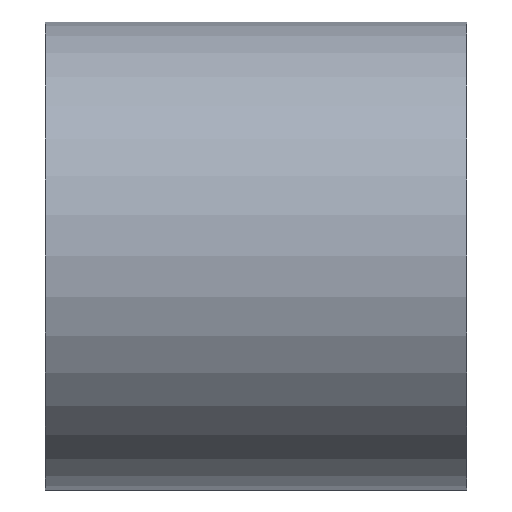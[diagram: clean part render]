
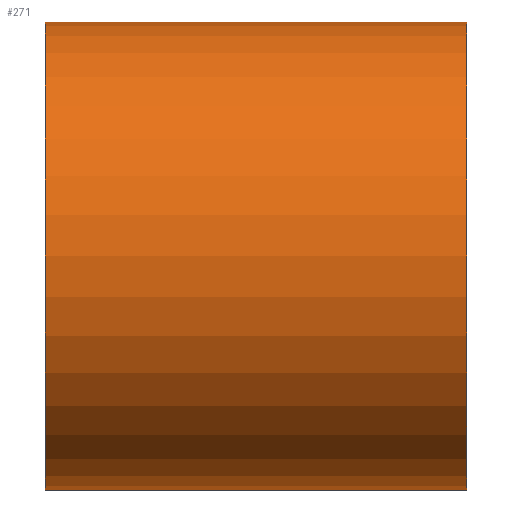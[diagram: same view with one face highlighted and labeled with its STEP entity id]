
A CAD part, left-side view. The second image highlights one B-rep face of the part: STEP entity #271.
In plain terms, the highlighted cylindrical face has radius 2 mm (diameter 4 mm), a partial arc.
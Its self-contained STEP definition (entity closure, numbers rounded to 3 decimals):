
#6 = CARTESIAN_POINT ( 'NONE',  ( -10., 3.6, 7.5 ) ) ;
#7 = FACE_OUTER_BOUND ( 'NONE', #77, .T. ) ;
#22 = ORIENTED_EDGE ( 'NONE', *, *, #116, .F. ) ;
#26 = EDGE_CURVE ( 'NONE', #272, #264, #287, .T. ) ;
#45 = VERTEX_POINT ( 'NONE', #65 ) ;
#63 = CARTESIAN_POINT ( 'NONE',  ( -10., 3.6, 5.5 ) ) ;
#65 = CARTESIAN_POINT ( 'NONE',  ( -10., 3.6, 5.5 ) ) ;
#72 = CARTESIAN_POINT ( 'NONE',  ( -10., 3.6, 9.5 ) ) ;
#77 = EDGE_LOOP ( 'NONE', ( #170, #22, #357, #172 ) ) ;
#88 = DIRECTION ( 'NONE',  ( 0., 0., -1. ) ) ;
#115 = DIRECTION ( 'NONE',  ( 0., 1., 0. ) ) ;
#116 = EDGE_CURVE ( 'NONE', #45, #272, #246, .T. ) ;
#126 = CARTESIAN_POINT ( 'NONE',  ( -10., 0., 9.5 ) ) ;
#132 = VERTEX_POINT ( 'NONE', #354 ) ;
#144 = EDGE_CURVE ( 'NONE', #132, #264, #273, .T. ) ;
#162 = CARTESIAN_POINT ( 'NONE',  ( -10., 3.6, 9.5 ) ) ;
#170 = ORIENTED_EDGE ( 'NONE', *, *, #26, .F. ) ;
#172 = ORIENTED_EDGE ( 'NONE', *, *, #144, .T. ) ;
#175 = DIRECTION ( 'NONE',  ( 0., -1., 0. ) ) ;
#187 = AXIS2_PLACEMENT_3D ( 'NONE', #207, #305, #88 ) ;
#198 = AXIS2_PLACEMENT_3D ( 'NONE', #284, #115, #205 ) ;
#202 = CYLINDRICAL_SURFACE ( 'NONE', #187, 2. ) ;
#205 = DIRECTION ( 'NONE',  ( 0., 0., 1. ) ) ;
#207 = CARTESIAN_POINT ( 'NONE',  ( -10., 3.6, 7.5 ) ) ;
#210 = DIRECTION ( 'NONE',  ( 0., -1., 0. ) ) ;
#217 = VECTOR ( 'NONE', #175, 1000. ) ;
#242 = VECTOR ( 'NONE', #210, 1000. ) ;
#246 = CIRCLE ( 'NONE', #253, 2. ) ;
#249 = DIRECTION ( 'NONE',  ( 0., 0., 1. ) ) ;
#253 = AXIS2_PLACEMENT_3D ( 'NONE', #6, #309, #249 ) ;
#264 = VERTEX_POINT ( 'NONE', #126 ) ;
#271 = ADVANCED_FACE ( 'NONE', ( #7 ), #202, .T. ) ;
#272 = VERTEX_POINT ( 'NONE', #72 ) ;
#273 = CIRCLE ( 'NONE', #198, 2. ) ;
#275 = EDGE_CURVE ( 'NONE', #45, #132, #299, .T. ) ;
#284 = CARTESIAN_POINT ( 'NONE',  ( -10., 0., 7.5 ) ) ;
#287 = LINE ( 'NONE', #162, #242 ) ;
#299 = LINE ( 'NONE', #63, #217 ) ;
#305 = DIRECTION ( 'NONE',  ( 0., -1., 0. ) ) ;
#309 = DIRECTION ( 'NONE',  ( 0., 1., 0. ) ) ;
#354 = CARTESIAN_POINT ( 'NONE',  ( -10., 0., 5.5 ) ) ;
#357 = ORIENTED_EDGE ( 'NONE', *, *, #275, .T. ) ;
